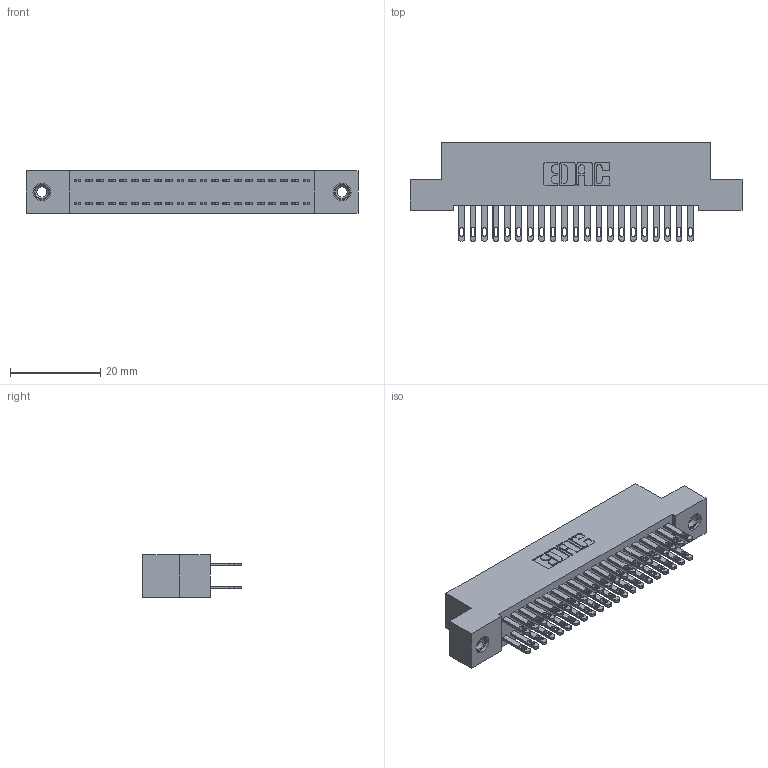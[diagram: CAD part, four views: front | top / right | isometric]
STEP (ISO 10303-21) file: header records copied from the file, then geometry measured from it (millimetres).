
FILE_DESCRIPTION (( 'STEP AP203' ), '1' );
FILE_NAME ('342-042-500-208.STEP', '2018-08-12T02:10:27', ( '' ), ( '' ), 'SwSTEP 2.0', 'SolidWorks 2016', '' );
FILE_SCHEMA (( 'CONFIG_CONTROL_DESIGN' ));
Length unit declared in the file: inch
Products named in the file (4): 342 Part_TI; 345-292-001_345-293-100; 345-250-001_345-250-003-102; 342-042-500-208
Assembly tree (45 placements, depth 2):
  342-042-500-208
    342 Part_TI
    345-292-001_345-293-100  x42
    345-250-001_345-250-003-102  x2
Bounding box: 73.66 x 21.85 x 9.4 mm (x, y, z)
Volume: 6641.6 mm3; surface area: 10705.8 mm2
Topology: 45 solids, 45 shells, 2186 faces, 6609 edges, 4398 vertices
Faces by surface type: plane 1358, cylinder 812, cone 12, torus 4
Entity records: 17210 total; most frequent: CARTESIAN_POINT 2857, ORIENTED_EDGE 2786, DIRECTION 2511, EDGE_CURVE 1393, LINE 1241, VECTOR 1241, VERTEX_POINT 924, AXIS2_PLACEMENT_3D 635
